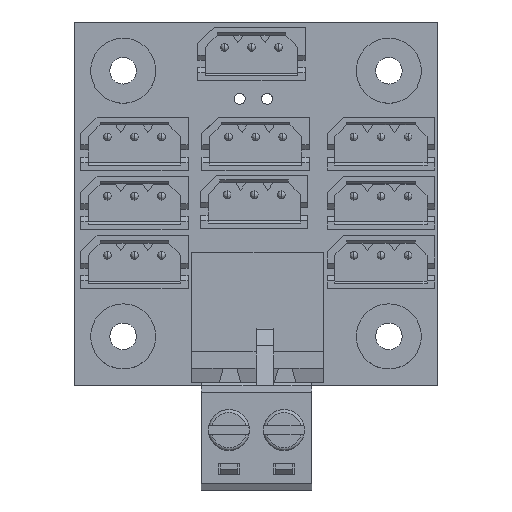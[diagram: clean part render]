
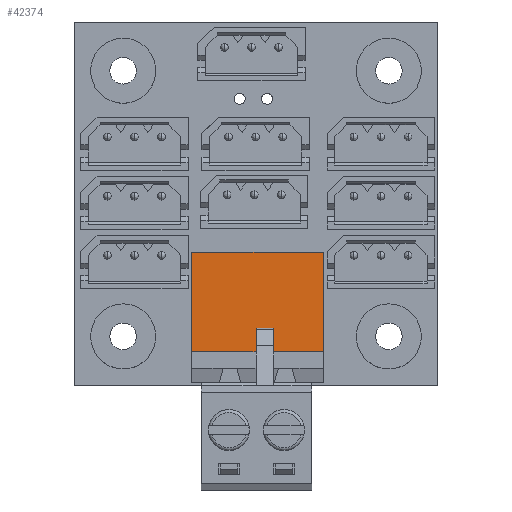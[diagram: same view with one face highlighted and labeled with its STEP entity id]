
A CAD part, top view. The second image highlights one B-rep face of the part: STEP entity #42374.
In plain terms, the highlighted face is planar.
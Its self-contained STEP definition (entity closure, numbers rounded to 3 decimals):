
#41237 = PLANE('',#41238);
#41238 = AXIS2_PLACEMENT_3D('',#41239,#41240,#41241);
#41239 = CARTESIAN_POINT('',(-6.08,0.,0.));
#41240 = DIRECTION('',(-1.,0.,0.));
#41241 = DIRECTION('',(0.,0.,1.));
#41265 = PLANE('',#41266);
#41266 = AXIS2_PLACEMENT_3D('',#41267,#41268,#41269);
#41267 = CARTESIAN_POINT('',(6.08,-4.05,3.2));
#41268 = DIRECTION('',(0.,0.,-1.));
#41269 = DIRECTION('',(-1.,0.,0.));
#41293 = PLANE('',#41294);
#41294 = AXIS2_PLACEMENT_3D('',#41295,#41296,#41297);
#41295 = CARTESIAN_POINT('',(6.08,0.,0.));
#41296 = DIRECTION('',(-1.,0.,0.));
#41297 = DIRECTION('',(0.,0.,1.));
#41784 = VERTEX_POINT('',#41785);
#41785 = CARTESIAN_POINT('',(-6.08,-4.05,-6.));
#41799 = PLANE('',#41800);
#41800 = AXIS2_PLACEMENT_3D('',#41801,#41802,#41803);
#41801 = CARTESIAN_POINT('',(6.08,4.05,-6.));
#41802 = DIRECTION('',(0.,0.,-1.));
#41803 = DIRECTION('',(-1.,0.,0.));
#41811 = EDGE_CURVE('',#41784,#41812,#41814,.T.);
#41812 = VERTEX_POINT('',#41813);
#41813 = CARTESIAN_POINT('',(-6.08,-4.05,3.2));
#41814 = SURFACE_CURVE('',#41815,(#41819,#41826),.PCURVE_S1.);
#41815 = LINE('',#41816,#41817);
#41816 = CARTESIAN_POINT('',(-6.08,-4.05,-6.));
#41817 = VECTOR('',#41818,1.);
#41818 = DIRECTION('',(0.,0.,1.));
#41819 = PCURVE('',#41237,#41820);
#41820 = DEFINITIONAL_REPRESENTATION('',(#41821),#41825);
#41821 = LINE('',#41822,#41823);
#41822 = CARTESIAN_POINT('',(-6.,-4.05));
#41823 = VECTOR('',#41824,1.);
#41824 = DIRECTION('',(1.,0.));
#41825 = ( GEOMETRIC_REPRESENTATION_CONTEXT(2) 
PARAMETRIC_REPRESENTATION_CONTEXT() REPRESENTATION_CONTEXT('2D SPACE',''
  ) );
#41826 = PCURVE('',#41827,#41832);
#41827 = PLANE('',#41828);
#41828 = AXIS2_PLACEMENT_3D('',#41829,#41830,#41831);
#41829 = CARTESIAN_POINT('',(6.08,-4.05,-6.));
#41830 = DIRECTION('',(0.,-1.,0.));
#41831 = DIRECTION('',(0.,0.,-1.));
#41832 = DEFINITIONAL_REPRESENTATION('',(#41833),#41837);
#41833 = LINE('',#41834,#41835);
#41834 = CARTESIAN_POINT('',(0.,-12.16));
#41835 = VECTOR('',#41836,1.);
#41836 = DIRECTION('',(-1.,0.));
#41837 = ( GEOMETRIC_REPRESENTATION_CONTEXT(2) 
PARAMETRIC_REPRESENTATION_CONTEXT() REPRESENTATION_CONTEXT('2D SPACE',''
  ) );
#42281 = VERTEX_POINT('',#42282);
#42282 = CARTESIAN_POINT('',(6.08,-4.05,-6.));
#42303 = EDGE_CURVE('',#42281,#41784,#42304,.T.);
#42304 = SURFACE_CURVE('',#42305,(#42309,#42316),.PCURVE_S1.);
#42305 = LINE('',#42306,#42307);
#42306 = CARTESIAN_POINT('',(6.08,-4.05,-6.));
#42307 = VECTOR('',#42308,1.);
#42308 = DIRECTION('',(-1.,0.,0.));
#42309 = PCURVE('',#41799,#42310);
#42310 = DEFINITIONAL_REPRESENTATION('',(#42311),#42315);
#42311 = LINE('',#42312,#42313);
#42312 = CARTESIAN_POINT('',(0.,-8.1));
#42313 = VECTOR('',#42314,1.);
#42314 = DIRECTION('',(1.,0.));
#42315 = ( GEOMETRIC_REPRESENTATION_CONTEXT(2) 
PARAMETRIC_REPRESENTATION_CONTEXT() REPRESENTATION_CONTEXT('2D SPACE',''
  ) );
#42316 = PCURVE('',#41827,#42317);
#42317 = DEFINITIONAL_REPRESENTATION('',(#42318),#42322);
#42318 = LINE('',#42319,#42320);
#42319 = CARTESIAN_POINT('',(0.,0.));
#42320 = VECTOR('',#42321,1.);
#42321 = DIRECTION('',(0.,-1.));
#42322 = ( GEOMETRIC_REPRESENTATION_CONTEXT(2) 
PARAMETRIC_REPRESENTATION_CONTEXT() REPRESENTATION_CONTEXT('2D SPACE',''
  ) );
#42374 = ADVANCED_FACE('',(#42375),#41827,.T.);
#42375 = FACE_BOUND('',#42376,.T.);
#42376 = EDGE_LOOP('',(#42377,#42378,#42379,#42402));
#42377 = ORIENTED_EDGE('',*,*,#41811,.F.);
#42378 = ORIENTED_EDGE('',*,*,#42303,.F.);
#42379 = ORIENTED_EDGE('',*,*,#42380,.T.);
#42380 = EDGE_CURVE('',#42281,#42381,#42383,.T.);
#42381 = VERTEX_POINT('',#42382);
#42382 = CARTESIAN_POINT('',(6.08,-4.05,3.2));
#42383 = SURFACE_CURVE('',#42384,(#42388,#42395),.PCURVE_S1.);
#42384 = LINE('',#42385,#42386);
#42385 = CARTESIAN_POINT('',(6.08,-4.05,-6.));
#42386 = VECTOR('',#42387,1.);
#42387 = DIRECTION('',(0.,0.,1.));
#42388 = PCURVE('',#41827,#42389);
#42389 = DEFINITIONAL_REPRESENTATION('',(#42390),#42394);
#42390 = LINE('',#42391,#42392);
#42391 = CARTESIAN_POINT('',(0.,0.));
#42392 = VECTOR('',#42393,1.);
#42393 = DIRECTION('',(-1.,0.));
#42394 = ( GEOMETRIC_REPRESENTATION_CONTEXT(2) 
PARAMETRIC_REPRESENTATION_CONTEXT() REPRESENTATION_CONTEXT('2D SPACE',''
  ) );
#42395 = PCURVE('',#41293,#42396);
#42396 = DEFINITIONAL_REPRESENTATION('',(#42397),#42401);
#42397 = LINE('',#42398,#42399);
#42398 = CARTESIAN_POINT('',(-6.,-4.05));
#42399 = VECTOR('',#42400,1.);
#42400 = DIRECTION('',(1.,0.));
#42401 = ( GEOMETRIC_REPRESENTATION_CONTEXT(2) 
PARAMETRIC_REPRESENTATION_CONTEXT() REPRESENTATION_CONTEXT('2D SPACE',''
  ) );
#42402 = ORIENTED_EDGE('',*,*,#42403,.T.);
#42403 = EDGE_CURVE('',#42381,#41812,#42404,.T.);
#42404 = SURFACE_CURVE('',#42405,(#42409,#42416),.PCURVE_S1.);
#42405 = LINE('',#42406,#42407);
#42406 = CARTESIAN_POINT('',(6.08,-4.05,3.2));
#42407 = VECTOR('',#42408,1.);
#42408 = DIRECTION('',(-1.,0.,0.));
#42409 = PCURVE('',#41827,#42410);
#42410 = DEFINITIONAL_REPRESENTATION('',(#42411),#42415);
#42411 = LINE('',#42412,#42413);
#42412 = CARTESIAN_POINT('',(-9.2,0.));
#42413 = VECTOR('',#42414,1.);
#42414 = DIRECTION('',(0.,-1.));
#42415 = ( GEOMETRIC_REPRESENTATION_CONTEXT(2) 
PARAMETRIC_REPRESENTATION_CONTEXT() REPRESENTATION_CONTEXT('2D SPACE',''
  ) );
#42416 = PCURVE('',#41265,#42417);
#42417 = DEFINITIONAL_REPRESENTATION('',(#42418),#42422);
#42418 = LINE('',#42419,#42420);
#42419 = CARTESIAN_POINT('',(0.,0.));
#42420 = VECTOR('',#42421,1.);
#42421 = DIRECTION('',(1.,0.));
#42422 = ( GEOMETRIC_REPRESENTATION_CONTEXT(2) 
PARAMETRIC_REPRESENTATION_CONTEXT() REPRESENTATION_CONTEXT('2D SPACE',''
  ) );
